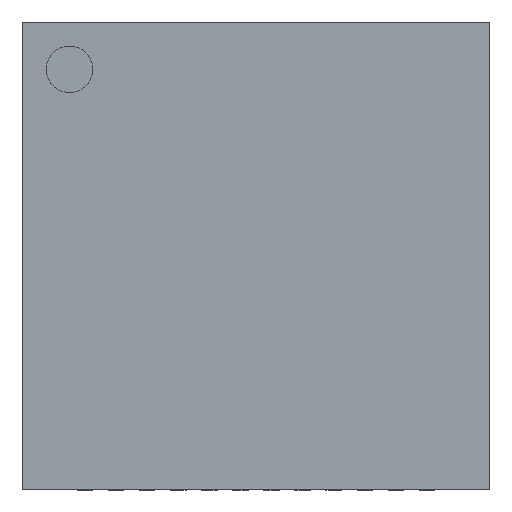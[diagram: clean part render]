
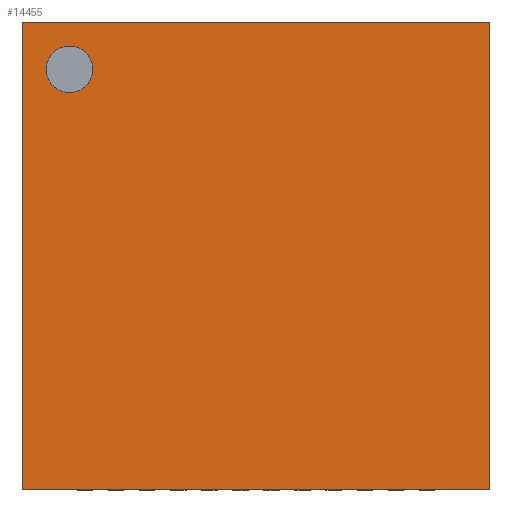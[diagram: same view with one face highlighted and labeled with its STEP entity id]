
A CAD part, top view. The second image highlights one B-rep face of the part: STEP entity #14455.
In plain terms, the highlighted planar face has unit normal (0, 0, 1).
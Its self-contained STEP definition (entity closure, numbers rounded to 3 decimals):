
#562 = DIRECTION ( 'NONE',  ( 0., -1., 0. ) ) ;
#563 = CARTESIAN_POINT ( 'NONE',  ( -3., -3., 0.9 ) ) ;
#1101 = AXIS2_PLACEMENT_3D ( 'NONE', #8292, #8293, #8294 ) ;
#2169 = VECTOR ( 'NONE', #562, 1000. ) ;
#2175 = LINE ( 'NONE', #563, #2169 ) ;
#2322 = CIRCLE ( 'NONE', #12468, 0.3 ) ;
#3162 = EDGE_CURVE ( 'NONE', #10254, #7014, #11870, .T. ) ;
#3198 = EDGE_CURVE ( 'NONE', #7218, #10254, #12119, .T. ) ;
#3235 = EDGE_CURVE ( 'NONE', #7014, #7196, #11855, .T. ) ;
#3378 = EDGE_CURVE ( 'NONE', #12624, #12624, #2322, .T. ) ;
#3431 = ORIENTED_EDGE ( 'NONE', *, *, #4183, .T. ) ;
#3567 = ORIENTED_EDGE ( 'NONE', *, *, #3198, .T. ) ;
#3575 = ORIENTED_EDGE ( 'NONE', *, *, #3162, .T. ) ;
#3620 = ORIENTED_EDGE ( 'NONE', *, *, #3235, .T. ) ;
#3661 = ORIENTED_EDGE ( 'NONE', *, *, #3378, .F. ) ;
#4183 = EDGE_CURVE ( 'NONE', #7196, #7218, #2175, .T. ) ;
#5829 = CARTESIAN_POINT ( 'NONE',  ( 3., 3., 0.9 ) ) ;
#5882 = CARTESIAN_POINT ( 'NONE',  ( -3., 3., 0.9 ) ) ;
#5892 = CARTESIAN_POINT ( 'NONE',  ( -3., -3., 0.9 ) ) ;
#5981 = CARTESIAN_POINT ( 'NONE',  ( 3., -3., 0.9 ) ) ;
#6987 = EDGE_LOOP ( 'NONE', ( #3661 ) ) ;
#7014 = VERTEX_POINT ( 'NONE', #5829 ) ;
#7108 = EDGE_LOOP ( 'NONE', ( #3431, #3567, #3575, #3620 ) ) ;
#7196 = VERTEX_POINT ( 'NONE', #5882 ) ;
#7218 = VERTEX_POINT ( 'NONE', #5892 ) ;
#8285 = PLANE ( 'NONE',  #1101 ) ;
#8292 = CARTESIAN_POINT ( 'NONE',  ( -3., 3., 0.9 ) ) ;
#8293 = DIRECTION ( 'NONE',  ( 0., 0., -1. ) ) ;
#8294 = DIRECTION ( 'NONE',  ( -1., 0., 0. ) ) ;
#9245 = FACE_BOUND ( 'NONE', #6987, .T. ) ;
#9370 = CARTESIAN_POINT ( 'NONE',  ( -2.1, 2.4, 0.9 ) ) ;
#9459 = FACE_OUTER_BOUND ( 'NONE', #7108, .T. ) ;
#10254 = VERTEX_POINT ( 'NONE', #5981 ) ;
#11855 = LINE ( 'NONE', #13468, #12107 ) ;
#11870 = LINE ( 'NONE', #13379, #11899 ) ;
#11899 = VECTOR ( 'NONE', #13375, 1000. ) ;
#12107 = VECTOR ( 'NONE', #13296, 1000. ) ;
#12114 = VECTOR ( 'NONE', #13142, 1000. ) ;
#12119 = LINE ( 'NONE', #13145, #12114 ) ;
#12468 = AXIS2_PLACEMENT_3D ( 'NONE', #13645, #13646, #13647 ) ;
#12624 = VERTEX_POINT ( 'NONE', #9370 ) ;
#13142 = DIRECTION ( 'NONE',  ( 1., 0., 0. ) ) ;
#13145 = CARTESIAN_POINT ( 'NONE',  ( 3., -3., 0.9 ) ) ;
#13296 = DIRECTION ( 'NONE',  ( -1., 0., 0. ) ) ;
#13375 = DIRECTION ( 'NONE',  ( 0., 1., 0. ) ) ;
#13379 = CARTESIAN_POINT ( 'NONE',  ( 3., 3., 0.9 ) ) ;
#13468 = CARTESIAN_POINT ( 'NONE',  ( -3., 3., 0.9 ) ) ;
#13645 = CARTESIAN_POINT ( 'NONE',  ( -2.4, 2.4, 0.9 ) ) ;
#13646 = DIRECTION ( 'NONE',  ( 0., 0., 1. ) ) ;
#13647 = DIRECTION ( 'NONE',  ( 1., 0., 0. ) ) ;
#14455 = ADVANCED_FACE ( 'NONE', ( #9245, #9459 ), #8285, .F. ) ;
